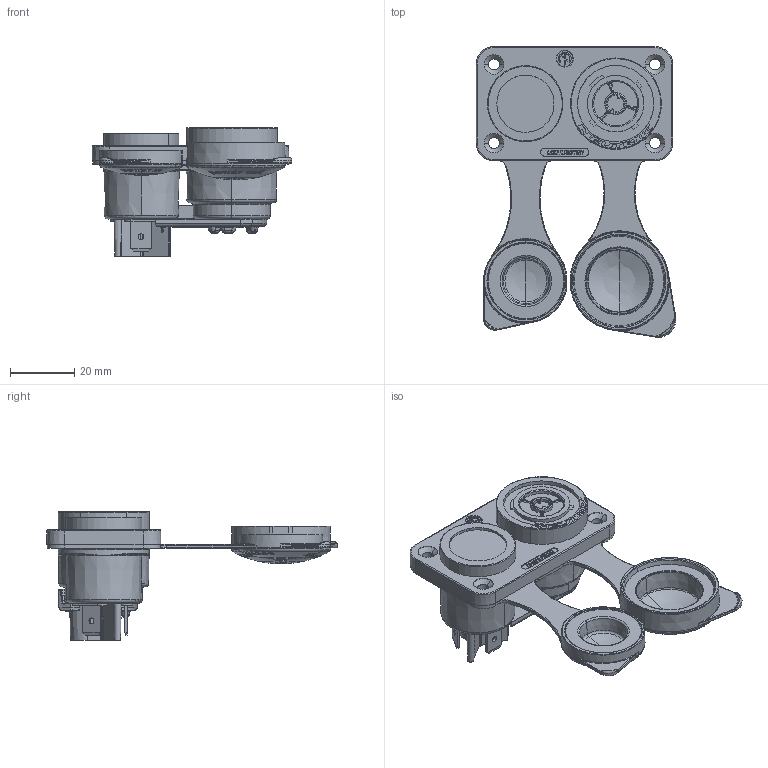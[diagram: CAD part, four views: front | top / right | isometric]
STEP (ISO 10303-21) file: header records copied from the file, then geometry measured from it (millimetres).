
FILE_DESCRIPTION((''),'2;1');
FILE_NAME('30011780','2024-09-17T09:23:34',('SYSTEM'),(''),'CREO PARAMETRIC BY PTC INC, 2023424','CREO PARAMETRIC BY PTC INC, 2023424','');
FILE_SCHEMA(('CONFIG_CONTROL_DESIGN'));
Products named in the file (1): 30011780
Bounding box: 62.01 x 90.21 x 40 mm (x, y, z)
Volume: 43505.2 mm3; surface area: 17904.9 mm2
Topology: 1 solids, 2 shells, 2763 faces, 7424 edges, 4821 vertices
Faces by surface type: extrusion 892, plane 871, bspline 463, cylinder 227, sphere 115, torus 109, cone 86
Entity records: 107726 total; most frequent: CARTESIAN_POINT 44962, ORIENTED_EDGE 14832, DIRECTION 9344, EDGE_CURVE 7416, VERTEX_POINT 4821, VECTOR 4108, B_SPLINE_CURVE_WITH_KNOTS 3882, LINE 3216
